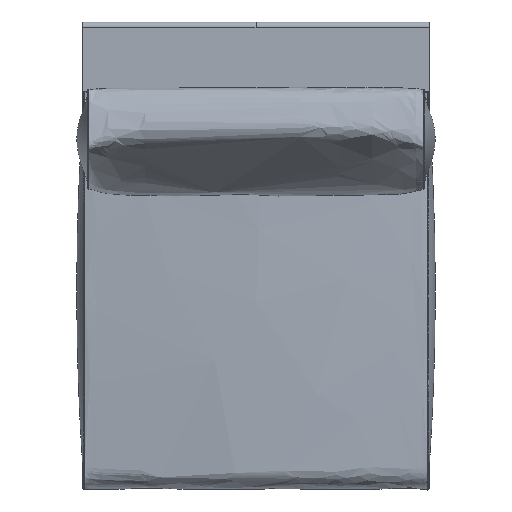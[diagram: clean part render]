
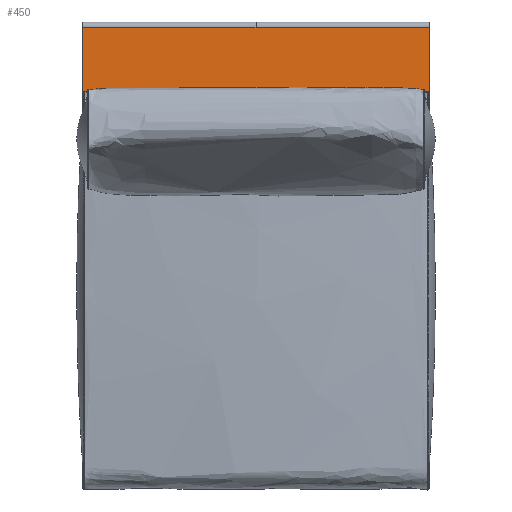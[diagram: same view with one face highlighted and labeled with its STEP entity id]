
A CAD part, top view. The second image highlights one B-rep face of the part: STEP entity #450.
In plain terms, the highlighted planar face has unit normal (0, 0, 1).
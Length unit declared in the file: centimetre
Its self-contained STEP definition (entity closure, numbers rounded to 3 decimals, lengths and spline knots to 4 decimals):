
#450=ADVANCED_FACE('',(#590),#2224,.T.);
#590=FACE_OUTER_BOUND('',#730,.T.);
#730=EDGE_LOOP('',(#1170,#1171,#1172,#1173,#1174));
#1170=ORIENTED_EDGE('',*,*,#1556,.F.);
#1171=ORIENTED_EDGE('',*,*,#1558,.T.);
#1172=ORIENTED_EDGE('',*,*,#1546,.F.);
#1173=ORIENTED_EDGE('',*,*,#1544,.T.);
#1174=ORIENTED_EDGE('',*,*,#1560,.F.);
#1544=EDGE_CURVE('',#2066,#2063,#1809,.T.);
#1546=EDGE_CURVE('',#2066,#2068,#1811,.T.);
#1556=EDGE_CURVE('',#2076,#2073,#1817,.T.);
#1558=EDGE_CURVE('',#2076,#2068,#1819,.T.);
#1560=EDGE_CURVE('',#2073,#2063,#1820,.T.);
#1809=B_SPLINE_CURVE_WITH_KNOTS('',1,(#35266,#35267),.UNSPECIFIED.,.F.,
 .F.,(2,2),(175.2,305.),.UNSPECIFIED.);
#1811=B_SPLINE_CURVE_WITH_KNOTS('',1,(#35270,#35271),.UNSPECIFIED.,.F.,
 .F.,(2,2),(0.,1050.),.UNSPECIFIED.);
#1817=B_SPLINE_CURVE_WITH_KNOTS('',1,(#35294,#35295),.UNSPECIFIED.,.F.,
 .F.,(2,2),(175.2,305.),.UNSPECIFIED.);
#1819=B_SPLINE_CURVE_WITH_KNOTS('',1,(#35298,#35299),.UNSPECIFIED.,.F.,
 .F.,(2,2),(0.,1050.),.UNSPECIFIED.);
#1820=B_SPLINE_CURVE_WITH_KNOTS('',1,(#35303,#35304),.UNSPECIFIED.,.F.,
 .F.,(2,2),(0.,700.),.UNSPECIFIED.);
#2063=VERTEX_POINT('',#35238);
#2066=VERTEX_POINT('',#35241);
#2068=VERTEX_POINT('',#35243);
#2073=VERTEX_POINT('',#35248);
#2076=VERTEX_POINT('',#35251);
#2224=PLANE('',#2387);
#2387=AXIS2_PLACEMENT_3D('',#35233,#2522,$);
#2522=DIRECTION('',(0.,0.,1.));
#35233=CARTESIAN_POINT('',(35.,93.01,38.775));
#35238=CARTESIAN_POINT('',(-35.,80.03,38.775));
#35241=CARTESIAN_POINT('',(-35.,93.01,38.775));
#35243=CARTESIAN_POINT('',(0.,93.01,38.775));
#35248=CARTESIAN_POINT('',(35.,80.03,38.775));
#35251=CARTESIAN_POINT('',(35.,93.01,38.775));
#35266=CARTESIAN_POINT('',(-35.,93.01,38.775));
#35267=CARTESIAN_POINT('',(-35.,80.03,38.775));
#35270=CARTESIAN_POINT('',(-35.,93.01,38.775));
#35271=CARTESIAN_POINT('',(0.,93.01,38.775));
#35294=CARTESIAN_POINT('',(35.,93.01,38.775));
#35295=CARTESIAN_POINT('',(35.,80.03,38.775));
#35298=CARTESIAN_POINT('',(35.,93.01,38.775));
#35299=CARTESIAN_POINT('',(0.,93.01,38.775));
#35303=CARTESIAN_POINT('',(35.,80.03,38.775));
#35304=CARTESIAN_POINT('',(-35.,80.03,38.775));
